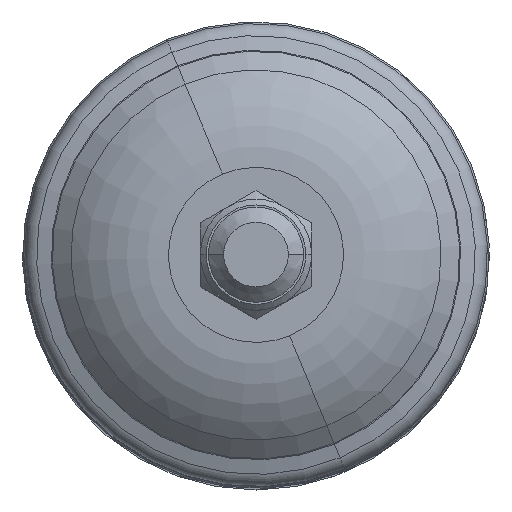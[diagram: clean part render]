
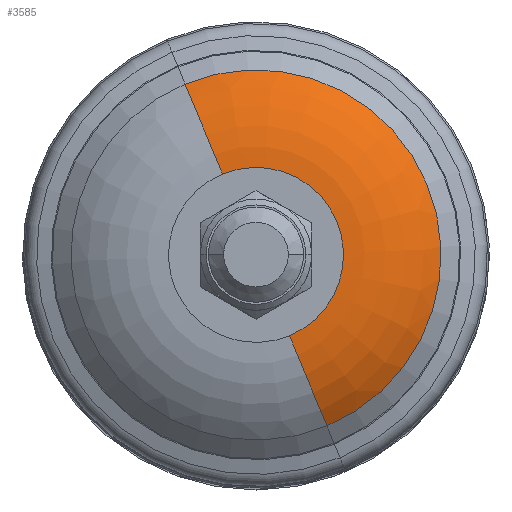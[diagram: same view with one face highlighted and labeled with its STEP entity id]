
A CAD part, top view. The second image highlights one B-rep face of the part: STEP entity #3585.
In plain terms, the highlighted toroidal (fillet/blend) face has major radius 14.996 mm and minor radius 25 mm.
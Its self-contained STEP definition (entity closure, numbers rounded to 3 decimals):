
#213 = EDGE_CURVE ( 'NONE', #3243, #2688, #3528, .T. ) ;
#243 = CARTESIAN_POINT ( 'NONE',  ( 0., 0., 170.279 ) ) ;
#529 = ORIENTED_EDGE ( 'NONE', *, *, #3013, .F. ) ;
#553 = DIRECTION ( 'NONE',  ( 0.383, -0.924, 0. ) ) ;
#758 = ORIENTED_EDGE ( 'NONE', *, *, #213, .F. ) ;
#761 = EDGE_CURVE ( 'NONE', #3271, #2688, #2527, .T. ) ;
#762 = CARTESIAN_POINT ( 'NONE',  ( -5.744, 13.853, 176.7 ) ) ;
#832 = CARTESIAN_POINT ( 'NONE',  ( 0., 0., 151.7 ) ) ;
#867 = CIRCLE ( 'NONE', #3153, 25. ) ;
#913 = CARTESIAN_POINT ( 'NONE',  ( 12.152, -29.305, 170.279 ) ) ;
#1036 = DIRECTION ( 'NONE',  ( -0.383, 0.924, 0. ) ) ;
#1296 = CARTESIAN_POINT ( 'NONE',  ( 5.744, -13.853, 151.7 ) ) ;
#1434 = CARTESIAN_POINT ( 'NONE',  ( 0., 0., 176.7 ) ) ;
#1484 = TOROIDAL_SURFACE ( 'NONE', #2562, 14.996, 25. ) ;
#1511 = DIRECTION ( 'NONE',  ( 0.383, -0.924, 0. ) ) ;
#1538 = AXIS2_PLACEMENT_3D ( 'NONE', #243, #2847, #3478 ) ;
#1704 = DIRECTION ( 'NONE',  ( 0.383, -0.924, 0. ) ) ;
#1719 = ORIENTED_EDGE ( 'NONE', *, *, #2668, .T. ) ;
#1919 = CARTESIAN_POINT ( 'NONE',  ( -12.152, 29.305, 170.279 ) ) ;
#2021 = DIRECTION ( 'NONE',  ( -0.924, -0.383, 0. ) ) ;
#2171 = DIRECTION ( 'NONE',  ( 0.924, 0.383, 0. ) ) ;
#2183 = CARTESIAN_POINT ( 'NONE',  ( 5.744, -13.853, 176.7 ) ) ;
#2272 = FACE_OUTER_BOUND ( 'NONE', #2741, .T. ) ;
#2479 = AXIS2_PLACEMENT_3D ( 'NONE', #1434, #3476, #1511 ) ;
#2527 = CIRCLE ( 'NONE', #3501, 25. ) ;
#2549 = DIRECTION ( 'NONE',  ( 0., 0., -1. ) ) ;
#2562 = AXIS2_PLACEMENT_3D ( 'NONE', #832, #2549, #1704 ) ;
#2668 = EDGE_CURVE ( 'NONE', #3228, #3271, #2725, .T. ) ;
#2683 = ORIENTED_EDGE ( 'NONE', *, *, #761, .T. ) ;
#2688 = VERTEX_POINT ( 'NONE', #913 ) ;
#2725 = CIRCLE ( 'NONE', #2479, 14.996 ) ;
#2741 = EDGE_LOOP ( 'NONE', ( #529, #1719, #2683, #758 ) ) ;
#2847 = DIRECTION ( 'NONE',  ( 0., 0., -1. ) ) ;
#3013 = EDGE_CURVE ( 'NONE', #3228, #3243, #867, .T. ) ;
#3153 = AXIS2_PLACEMENT_3D ( 'NONE', #3473, #2021, #553 ) ;
#3228 = VERTEX_POINT ( 'NONE', #762 ) ;
#3243 = VERTEX_POINT ( 'NONE', #1919 ) ;
#3271 = VERTEX_POINT ( 'NONE', #2183 ) ;
#3473 = CARTESIAN_POINT ( 'NONE',  ( -5.744, 13.853, 151.7 ) ) ;
#3476 = DIRECTION ( 'NONE',  ( 0., 0., -1. ) ) ;
#3478 = DIRECTION ( 'NONE',  ( 0.383, -0.924, 0. ) ) ;
#3501 = AXIS2_PLACEMENT_3D ( 'NONE', #1296, #2171, #1036 ) ;
#3528 = CIRCLE ( 'NONE', #1538, 31.725 ) ;
#3585 = ADVANCED_FACE ( 'NONE', ( #2272 ), #1484, .T. ) ;
